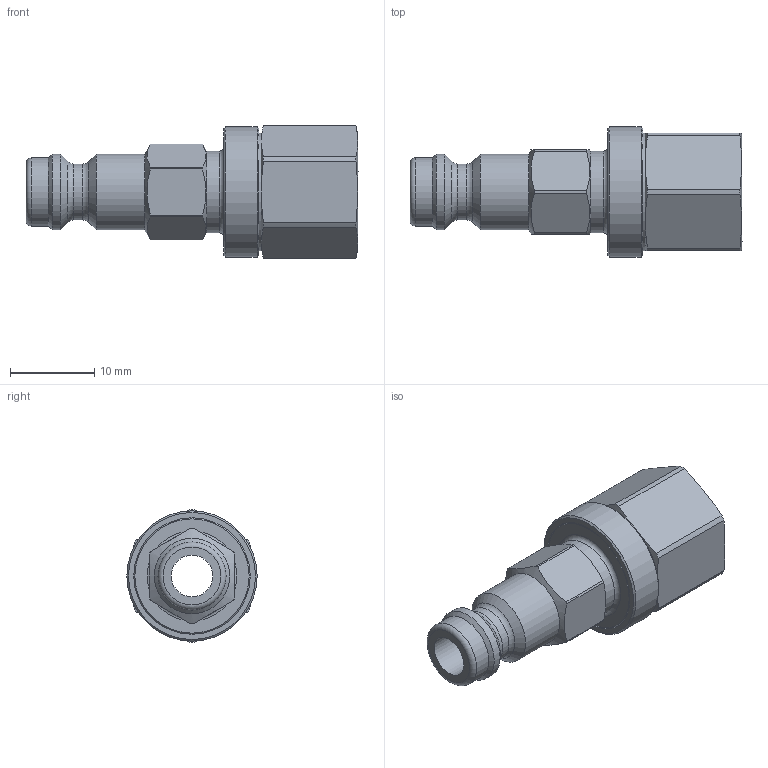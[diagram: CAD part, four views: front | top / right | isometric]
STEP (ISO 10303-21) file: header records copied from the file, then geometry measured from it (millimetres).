
FILE_DESCRIPTION((''),'2;1');
FILE_NAME('21sfiw10mxn6.stp','2015-01-13T13:16:10',('SSC01480'),(''),'Autodesk Inventor 2013','Autodesk Inventor 2013','');
FILE_SCHEMA(('AUTOMOTIVE_DESIGN { 1 0 10303 214 1 1 1 1 }'));
Length unit declared in the file: millimetre
Products named in the file (3): D113143; D113144; D113145
Assembly tree (2 placements, depth 2):
  D113143
    D113144
    D113145
Bounding box: 39.5 x 15.5 x 15.8 mm (x, y, z)
Volume: 3130.9 mm3; surface area: 2899.7 mm2
Topology: 2 solids, 2 shells, 68 faces, 161 edges, 99 vertices
Faces by surface type: cone 23, cylinder 23, plane 18, torus 4
Full cylindrical faces by diameter (mm): 4.95 x1, 6.65 x1, 8.1 x1, 9 x2, 9.7 x1, 9.728 x1, 13.85 x1, 14 x1, 14.05 x1, 15.5 x1
Entity records: 1849 total; most frequent: CARTESIAN_POINT 385, DIRECTION 302, ORIENTED_EDGE 264, AXIS2_PLACEMENT_3D 139, EDGE_CURVE 132, EDGE_LOOP 100, VERTEX_POINT 96, FACE_OUTER_BOUND 68
